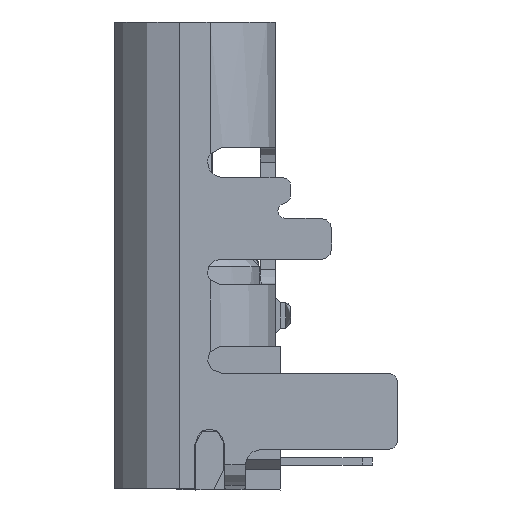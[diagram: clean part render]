
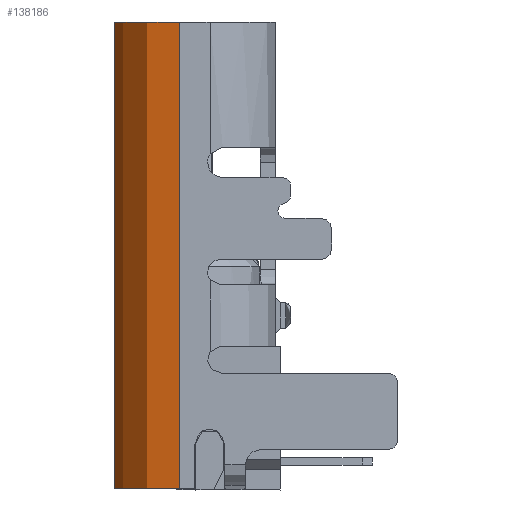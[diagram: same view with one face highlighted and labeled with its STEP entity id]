
A CAD part, left-side view. The second image highlights one B-rep face of the part: STEP entity #138186.
In plain terms, the highlighted cylindrical face has radius 1.28 mm (diameter 2.56 mm), a partial arc.
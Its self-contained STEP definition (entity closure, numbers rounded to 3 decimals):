
#9367 = ORIENTED_EDGE ( 'NONE', *, *, #102142, .F. ) ;
#10478 = DIRECTION ( 'NONE',  ( 0., 1., 0. ) ) ;
#11477 = CARTESIAN_POINT ( 'NONE',  ( 3.023, -6.3, 0. ) ) ;
#20007 = EDGE_LOOP ( 'NONE', ( #107474, #9367, #36403, #124376 ) ) ;
#25791 = LINE ( 'NONE', #11477, #121205 ) ;
#28628 = DIRECTION ( 'NONE',  ( 0., 0., 1. ) ) ;
#30735 = VERTEX_POINT ( 'NONE', #155639 ) ;
#31848 = EDGE_CURVE ( 'NONE', #68922, #47946, #32648, .T. ) ;
#32648 = LINE ( 'NONE', #114781, #96523 ) ;
#34308 = CIRCLE ( 'NONE', #123380, 1.28 ) ;
#36403 = ORIENTED_EDGE ( 'NONE', *, *, #78522, .T. ) ;
#36541 = CARTESIAN_POINT ( 'NONE',  ( 4.303, -9.615, -1.28 ) ) ;
#47246 = CYLINDRICAL_SURFACE ( 'NONE', #132822, 1.28 ) ;
#47946 = VERTEX_POINT ( 'NONE', #142245 ) ;
#51415 = CIRCLE ( 'NONE', #51537, 1.28 ) ;
#51537 = AXIS2_PLACEMENT_3D ( 'NONE', #89920, #104267, #28628 ) ;
#57335 = DIRECTION ( 'NONE',  ( 0., 1., 0. ) ) ;
#59094 = CARTESIAN_POINT ( 'NONE',  ( 3.023, -9.615, -1.28 ) ) ;
#68922 = VERTEX_POINT ( 'NONE', #36541 ) ;
#74404 = CARTESIAN_POINT ( 'NONE',  ( 3.023, -9.615, 0. ) ) ;
#74412 = DIRECTION ( 'NONE',  ( 0., 1., 0. ) ) ;
#75874 = DIRECTION ( 'NONE',  ( 0., 0., 1. ) ) ;
#78522 = EDGE_CURVE ( 'NONE', #114987, #68922, #34308, .T. ) ;
#89920 = CARTESIAN_POINT ( 'NONE',  ( 3.023, -0.475, -1.28 ) ) ;
#96523 = VECTOR ( 'NONE', #57335, 1000. ) ;
#102142 = EDGE_CURVE ( 'NONE', #114987, #30735, #25791, .T. ) ;
#104267 = DIRECTION ( 'NONE',  ( 0., -1., 0. ) ) ;
#107474 = ORIENTED_EDGE ( 'NONE', *, *, #138398, .T. ) ;
#109273 = DIRECTION ( 'NONE',  ( 0., 0., 1. ) ) ;
#113296 = CARTESIAN_POINT ( 'NONE',  ( 3.023, -4.45, -1.28 ) ) ;
#114781 = CARTESIAN_POINT ( 'NONE',  ( 4.303, -4.45, -1.28 ) ) ;
#114987 = VERTEX_POINT ( 'NONE', #74404 ) ;
#121205 = VECTOR ( 'NONE', #74412, 1000. ) ;
#123380 = AXIS2_PLACEMENT_3D ( 'NONE', #59094, #10478, #109273 ) ;
#124376 = ORIENTED_EDGE ( 'NONE', *, *, #31848, .T. ) ;
#132822 = AXIS2_PLACEMENT_3D ( 'NONE', #113296, #137991, #75874 ) ;
#137991 = DIRECTION ( 'NONE',  ( 0., 1., 0. ) ) ;
#138186 = ADVANCED_FACE ( 'NONE', ( #156365 ), #47246, .T. ) ;
#138398 = EDGE_CURVE ( 'NONE', #47946, #30735, #51415, .T. ) ;
#142245 = CARTESIAN_POINT ( 'NONE',  ( 4.303, -0.475, -1.28 ) ) ;
#155639 = CARTESIAN_POINT ( 'NONE',  ( 3.023, -0.475, 0. ) ) ;
#156365 = FACE_OUTER_BOUND ( 'NONE', #20007, .T. ) ;
